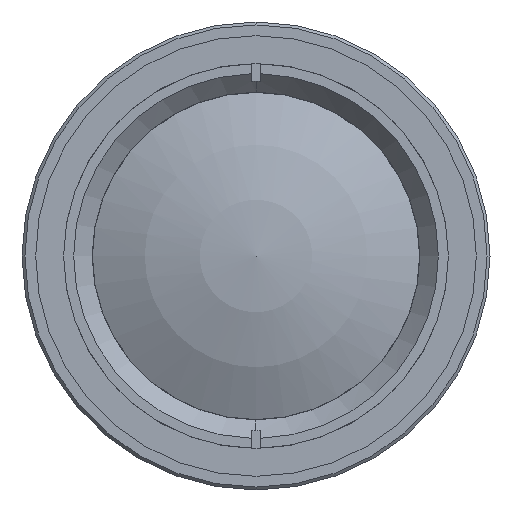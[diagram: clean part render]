
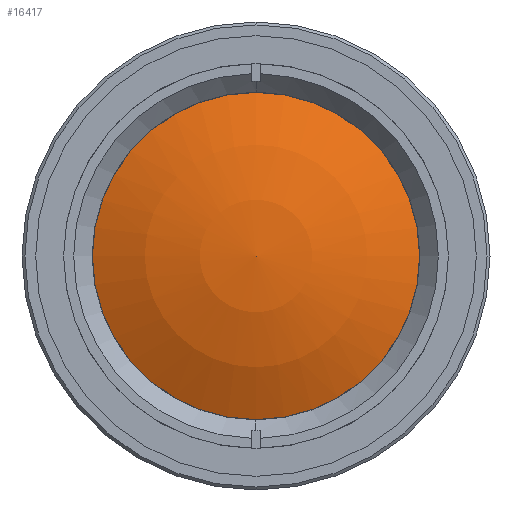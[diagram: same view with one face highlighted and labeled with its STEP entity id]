
A CAD part, left-side view. The second image highlights one B-rep face of the part: STEP entity #16417.
In plain terms, the highlighted spherical face has radius 37.525 mm.
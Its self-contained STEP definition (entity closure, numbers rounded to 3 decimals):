
#754 = DIRECTION ( 'NONE',  ( 1., 0., 0. ) ) ;
#845 = SPHERICAL_SURFACE ( 'NONE', #2439, 37.525 ) ;
#1517 = DIRECTION ( 'NONE',  ( 0., 1., 0. ) ) ;
#2380 = AXIS2_PLACEMENT_3D ( 'NONE', #3038, #15447, #1517 ) ;
#2439 = AXIS2_PLACEMENT_3D ( 'NONE', #10170, #2479, #13651 ) ;
#2479 = DIRECTION ( 'NONE',  ( 1., 0., 0. ) ) ;
#2957 = CARTESIAN_POINT ( 'NONE',  ( -43.316, 16.778, 0. ) ) ;
#3038 = CARTESIAN_POINT ( 'NONE',  ( -43.316, 0., 0. ) ) ;
#3583 = ORIENTED_EDGE ( 'NONE', *, *, #9056, .F. ) ;
#3990 = ORIENTED_EDGE ( 'NONE', *, *, #11633, .F. ) ;
#7736 = VERTEX_POINT ( 'NONE', #2957 ) ;
#8353 = DIRECTION ( 'NONE',  ( 0., 1., 0. ) ) ;
#8446 = CARTESIAN_POINT ( 'NONE',  ( -43.316, 0., 0. ) ) ;
#8505 = CIRCLE ( 'NONE', #2380, 16.778 ) ;
#9056 = EDGE_CURVE ( 'NONE', #7736, #16547, #8505, .T. ) ;
#10170 = CARTESIAN_POINT ( 'NONE',  ( -9.751, 0., 0. ) ) ;
#11633 = EDGE_CURVE ( 'NONE', #16547, #7736, #14175, .T. ) ;
#12329 = EDGE_LOOP ( 'NONE', ( #3990, #3583 ) ) ;
#13651 = DIRECTION ( 'NONE',  ( 0., 1., 0. ) ) ;
#13867 = AXIS2_PLACEMENT_3D ( 'NONE', #8446, #754, #8353 ) ;
#14175 = CIRCLE ( 'NONE', #13867, 16.778 ) ;
#15447 = DIRECTION ( 'NONE',  ( 1., 0., 0. ) ) ;
#16417 = ADVANCED_FACE ( 'NONE', ( #16526 ), #845, .T. ) ;
#16526 = FACE_OUTER_BOUND ( 'NONE', #12329, .T. ) ;
#16547 = VERTEX_POINT ( 'NONE', #17010 ) ;
#17010 = CARTESIAN_POINT ( 'NONE',  ( -43.316, -16.778, 0. ) ) ;
